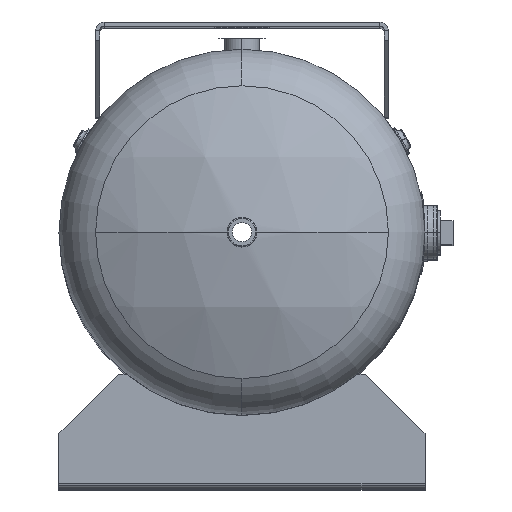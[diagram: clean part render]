
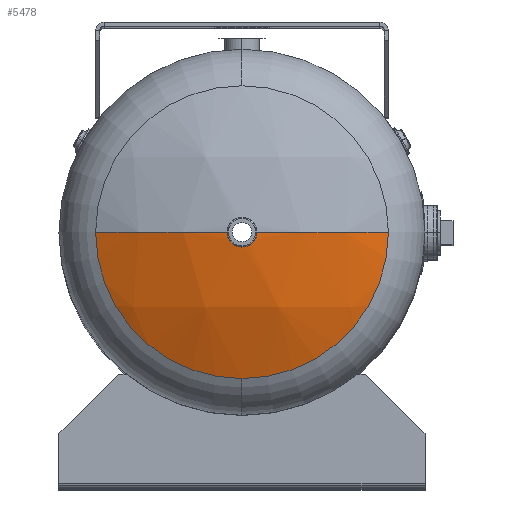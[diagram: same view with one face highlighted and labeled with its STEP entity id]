
A CAD part, top view. The second image highlights one B-rep face of the part: STEP entity #5478.
In plain terms, the highlighted spherical face has radius 457.2 mm.
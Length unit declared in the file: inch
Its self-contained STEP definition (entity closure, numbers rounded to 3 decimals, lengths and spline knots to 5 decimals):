
#145 = CARTESIAN_POINT ( 'NONE',  ( 0., 0., 13.5 ) ) ;
#146 = DIRECTION ( 'NONE',  ( 0., -1., 0. ) ) ;
#147 = DIRECTION ( 'NONE',  ( 1., 0., 0. ) ) ;
#150 = CARTESIAN_POINT ( 'NONE',  ( 0., 0., 31.48677 ) ) ;
#151 = DIRECTION ( 'NONE',  ( 0., 0., 1. ) ) ;
#152 = DIRECTION ( 'NONE',  ( -1., 0., 0. ) ) ;
#408 = CARTESIAN_POINT ( 'NONE',  ( 8., 0., 29.62452 ) ) ;
#415 = CARTESIAN_POINT ( 'NONE',  ( 0.69, 0., 31.48677 ) ) ;
#1123 = CIRCLE ( 'NONE', #2314, 18. ) ;
#1131 = CIRCLE ( 'NONE', #2315, 0.69 ) ;
#1196 = ORIENTED_EDGE ( 'NONE', *, *, #2586, .F. ) ;
#1202 = ORIENTED_EDGE ( 'NONE', *, *, #2777, .F. ) ;
#1314 = ORIENTED_EDGE ( 'NONE', *, *, #2775, .F. ) ;
#1315 = ORIENTED_EDGE ( 'NONE', *, *, #2772, .F. ) ;
#1621 = VERTEX_POINT ( 'NONE', #10456 ) ;
#1623 = VERTEX_POINT ( 'NONE', #10458 ) ;
#1625 = VERTEX_POINT ( 'NONE', #10460 ) ;
#2314 = AXIS2_PLACEMENT_3D ( 'NONE', #145, #146, #147 ) ;
#2315 = AXIS2_PLACEMENT_3D ( 'NONE', #150, #151, #152 ) ;
#2392 = AXIS2_PLACEMENT_3D ( 'NONE', #6090, #6091, #6092 ) ;
#2395 = AXIS2_PLACEMENT_3D ( 'NONE', #6099, #6100, #6101 ) ;
#2397 = AXIS2_PLACEMENT_3D ( 'NONE', #6108, #6109, #6110 ) ;
#2584 = EDGE_CURVE ( 'NONE', #1623, #1621, #1123, .T. ) ;
#2586 = EDGE_CURVE ( 'NONE', #1623, #9817, #1131, .T. ) ;
#2772 = EDGE_CURVE ( 'NONE', #9817, #9542, #3879, .T. ) ;
#2775 = EDGE_CURVE ( 'NONE', #1625, #1621, #3895, .T. ) ;
#2777 = EDGE_CURVE ( 'NONE', #9542, #1625, #3897, .T. ) ;
#3121 = AXIS2_PLACEMENT_3D ( 'NONE', #4314, #4309, #4317 ) ;
#3879 = CIRCLE ( 'NONE', #2392, 18. ) ;
#3895 = CIRCLE ( 'NONE', #2395, 8. ) ;
#3897 = CIRCLE ( 'NONE', #2397, 8. ) ;
#4309 = DIRECTION ( 'NONE',  ( 0., -1., 0. ) ) ;
#4314 = CARTESIAN_POINT ( 'NONE',  ( 0., 0., 13.5 ) ) ;
#4317 = DIRECTION ( 'NONE',  ( 1., 0., 0. ) ) ;
#5478 = ADVANCED_FACE ( 'NONE', ( #7010 ), #7008, .T. ) ;
#6090 = CARTESIAN_POINT ( 'NONE',  ( 0., 0., 13.5 ) ) ;
#6091 = DIRECTION ( 'NONE',  ( 0., 1., 0. ) ) ;
#6092 = DIRECTION ( 'NONE',  ( 0., 0., 1. ) ) ;
#6099 = CARTESIAN_POINT ( 'NONE',  ( 0., 0., 29.62452 ) ) ;
#6100 = DIRECTION ( 'NONE',  ( 0., 0., -1. ) ) ;
#6101 = DIRECTION ( 'NONE',  ( 0., 1., 0. ) ) ;
#6108 = CARTESIAN_POINT ( 'NONE',  ( 0., 0., 29.62452 ) ) ;
#6109 = DIRECTION ( 'NONE',  ( 0., 0., -1. ) ) ;
#6110 = DIRECTION ( 'NONE',  ( 0., 1., 0. ) ) ;
#7008 = SPHERICAL_SURFACE ( 'NONE', #3121, 18. ) ;
#7010 = FACE_OUTER_BOUND ( 'NONE', #9500, .T. ) ;
#9500 = EDGE_LOOP ( 'NONE', ( #1196, #10313, #1314, #1202, #1315 ) ) ;
#9542 = VERTEX_POINT ( 'NONE', #408 ) ;
#9817 = VERTEX_POINT ( 'NONE', #415 ) ;
#10313 = ORIENTED_EDGE ( 'NONE', *, *, #2584, .T. ) ;
#10456 = CARTESIAN_POINT ( 'NONE',  ( -8., 0., 29.62452 ) ) ;
#10458 = CARTESIAN_POINT ( 'NONE',  ( -0.69, 0., 31.48677 ) ) ;
#10460 = CARTESIAN_POINT ( 'NONE',  ( 0., -8., 29.62452 ) ) ;
